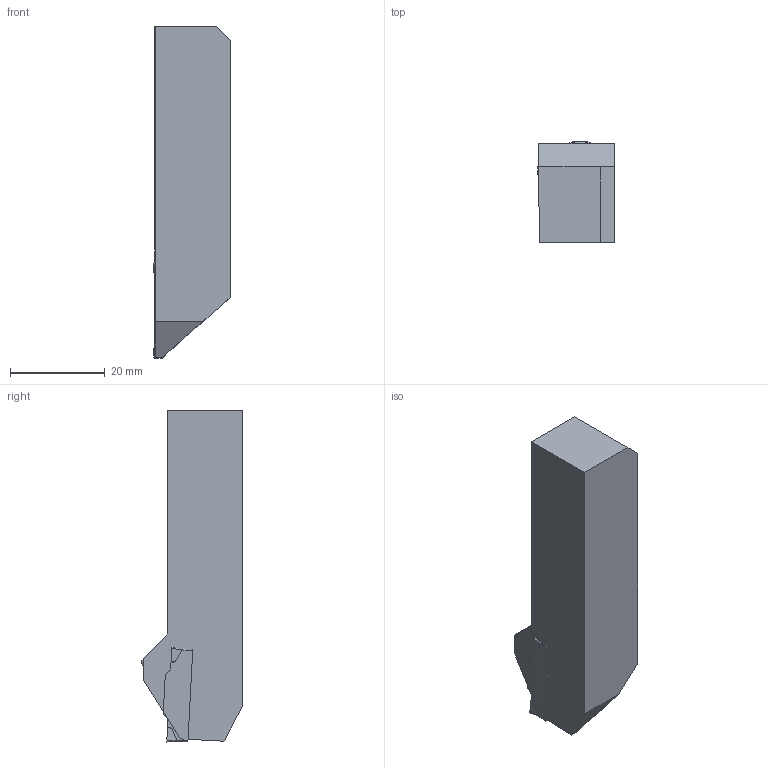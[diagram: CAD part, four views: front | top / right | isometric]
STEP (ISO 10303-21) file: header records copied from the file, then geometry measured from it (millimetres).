
FILE_DESCRIPTION(/* description */ (''),/* implementation_level */ '2;1');
FILE_NAME(/* name */ '1615636172171.stp',/* time_stamp */ '2021-03-13T17:19:56+06:00',/* author */ (''),/* organization */ ('SMS'),/* preprocessor_version */ 'ST-DEVELOPER v16.7',/* originating_system */ 'SIEMENS PLM Software NX 12.0',/* authorisation */ '');
FILE_SCHEMA (('AUTOMOTIVE_DESIGN { 1 0 10303 214 3 1 1 1 }'));
Length unit declared in the file: millimetre
Products named in the file (4): ASSEMBLY_CONSTRUCTION; 201539460mod000_00; 203380212mod000_00; 203380213mod000_00
Assembly tree (3 placements, depth 2):
  203380213mod000_00
    203380212mod000_00
    201539460mod000_00
    ASSEMBLY_CONSTRUCTION
Bounding box: 16.17 x 21.47 x 70 mm (x, y, z)
Volume: 16267.7 mm3; surface area: 5032.9 mm2
Topology: 2 solids, 2 shells, 81 faces, 221 edges, 152 vertices
Faces by surface type: plane 40, cylinder 27, cone 8, extrusion 4, torus 2
Entity records: 3044 total; most frequent: CARTESIAN_POINT 848, ORIENTED_EDGE 436, DIRECTION 419, EDGE_CURVE 218, AXIS2_PLACEMENT_3D 149, VERTEX_POINT 143, VECTOR 121, LINE 117
